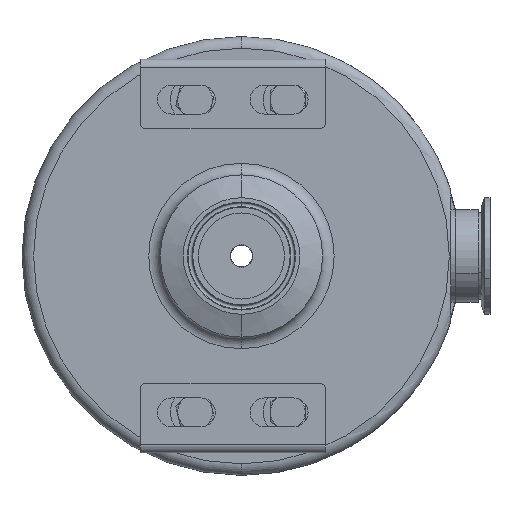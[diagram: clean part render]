
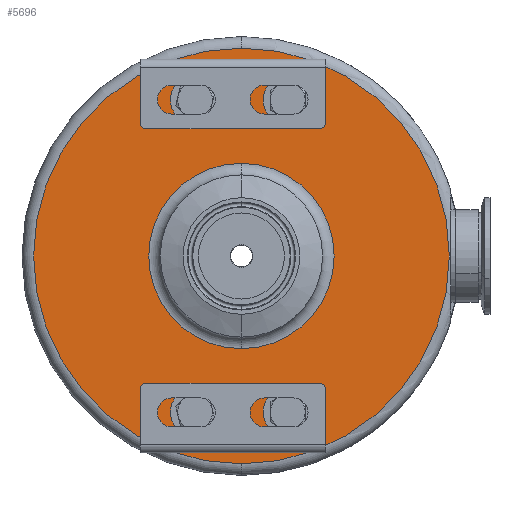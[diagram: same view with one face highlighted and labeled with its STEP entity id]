
A CAD part, front view. The second image highlights one B-rep face of the part: STEP entity #5696.
In plain terms, the highlighted planar face has unit normal (0, -1, 0).
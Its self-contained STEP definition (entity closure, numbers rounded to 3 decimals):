
#57 = CARTESIAN_POINT ( 'NONE',  ( -25.4, -39.878, -85.598 ) ) ;
#243 = CARTESIAN_POINT ( 'NONE',  ( 25.4, -39.878, 78.74 ) ) ;
#547 = CIRCLE ( 'NONE', #10236, 50.8 ) ;
#566 = VERTEX_POINT ( 'NONE', #5129 ) ;
#584 = CARTESIAN_POINT ( 'NONE',  ( 0., -39.878, 0. ) ) ;
#774 = DIRECTION ( 'NONE',  ( 0., -1., 0. ) ) ;
#1022 = VERTEX_POINT ( 'NONE', #243 ) ;
#1167 = CARTESIAN_POINT ( 'NONE',  ( 0., -39.878, 0. ) ) ;
#1206 = EDGE_CURVE ( 'NONE', #2824, #2699, #547, .T. ) ;
#1296 = DIRECTION ( 'NONE',  ( 0., 0., 1. ) ) ;
#1304 = FACE_BOUND ( 'NONE', #2333, .T. ) ;
#1508 = DIRECTION ( 'NONE',  ( 0., 0., -1. ) ) ;
#1549 = DIRECTION ( 'NONE',  ( 0., -1., 0. ) ) ;
#1986 = DIRECTION ( 'NONE',  ( 0., -1., 0. ) ) ;
#2008 = EDGE_LOOP ( 'NONE', ( #3966, #9952 ) ) ;
#2263 = FACE_OUTER_BOUND ( 'NONE', #4574, .T. ) ;
#2333 = EDGE_LOOP ( 'NONE', ( #6546, #4311 ) ) ;
#2418 = VERTEX_POINT ( 'NONE', #5170 ) ;
#2475 = EDGE_LOOP ( 'NONE', ( #10028, #12143 ) ) ;
#2520 = DIRECTION ( 'NONE',  ( 0., -1., 0. ) ) ;
#2553 = CARTESIAN_POINT ( 'NONE',  ( -25.4, -39.878, 85.598 ) ) ;
#2590 = EDGE_CURVE ( 'NONE', #3095, #2918, #7012, .T. ) ;
#2677 = DIRECTION ( 'NONE',  ( 0., 0., 1. ) ) ;
#2699 = VERTEX_POINT ( 'NONE', #12510 ) ;
#2705 = DIRECTION ( 'NONE',  ( 0., 0., -1. ) ) ;
#2824 = VERTEX_POINT ( 'NONE', #7102 ) ;
#2918 = VERTEX_POINT ( 'NONE', #3437 ) ;
#2988 = VERTEX_POINT ( 'NONE', #8550 ) ;
#3069 = DIRECTION ( 'NONE',  ( 0., 1., 0. ) ) ;
#3082 = DIRECTION ( 'NONE',  ( 0., 0., -1. ) ) ;
#3095 = VERTEX_POINT ( 'NONE', #8735 ) ;
#3324 = CIRCLE ( 'NONE', #8364, 6.858 ) ;
#3437 = CARTESIAN_POINT ( 'NONE',  ( -25.4, -39.878, -92.456 ) ) ;
#3503 = DIRECTION ( 'NONE',  ( 0., 0., -1. ) ) ;
#3594 = AXIS2_PLACEMENT_3D ( 'NONE', #57, #10693, #3933 ) ;
#3684 = ORIENTED_EDGE ( 'NONE', *, *, #9776, .F. ) ;
#3933 = DIRECTION ( 'NONE',  ( 0., 0., -1. ) ) ;
#3966 = ORIENTED_EDGE ( 'NONE', *, *, #7879, .F. ) ;
#4026 = DIRECTION ( 'NONE',  ( 0., 1., 0. ) ) ;
#4139 = EDGE_LOOP ( 'NONE', ( #7187, #7074 ) ) ;
#4161 = FACE_BOUND ( 'NONE', #2008, .T. ) ;
#4209 = CIRCLE ( 'NONE', #3594, 6.858 ) ;
#4291 = AXIS2_PLACEMENT_3D ( 'NONE', #10994, #8196, #12066 ) ;
#4311 = ORIENTED_EDGE ( 'NONE', *, *, #6525, .T. ) ;
#4574 = EDGE_LOOP ( 'NONE', ( #3684, #9213 ) ) ;
#4893 = EDGE_CURVE ( 'NONE', #12261, #11719, #8893, .T. ) ;
#5129 = CARTESIAN_POINT ( 'NONE',  ( 0., -39.878, 113.919 ) ) ;
#5170 = CARTESIAN_POINT ( 'NONE',  ( 0., -39.878, -113.919 ) ) ;
#5239 = AXIS2_PLACEMENT_3D ( 'NONE', #584, #8410, #7398 ) ;
#5462 = CARTESIAN_POINT ( 'NONE',  ( 25.4, -39.878, -78.74 ) ) ;
#5541 = VERTEX_POINT ( 'NONE', #6940 ) ;
#5580 = DIRECTION ( 'NONE',  ( 0., 0., -1. ) ) ;
#5696 = ADVANCED_FACE ( 'NONE', ( #6233, #10110, #4161, #8012, #2263, #1304 ), #7118, .F. ) ;
#5717 = AXIS2_PLACEMENT_3D ( 'NONE', #2553, #1549, #3503 ) ;
#5852 = DIRECTION ( 'NONE',  ( 0., 0., -1. ) ) ;
#5909 = EDGE_CURVE ( 'NONE', #2988, #1022, #7728, .T. ) ;
#6098 = EDGE_CURVE ( 'NONE', #11719, #12261, #11179, .T. ) ;
#6114 = AXIS2_PLACEMENT_3D ( 'NONE', #8787, #7837, #10757 ) ;
#6233 = FACE_BOUND ( 'NONE', #2475, .T. ) ;
#6260 = AXIS2_PLACEMENT_3D ( 'NONE', #11748, #6995, #3082 ) ;
#6525 = EDGE_CURVE ( 'NONE', #2699, #2824, #7447, .T. ) ;
#6526 = CARTESIAN_POINT ( 'NONE',  ( 25.4, -39.878, -85.598 ) ) ;
#6546 = ORIENTED_EDGE ( 'NONE', *, *, #1206, .T. ) ;
#6940 = CARTESIAN_POINT ( 'NONE',  ( 25.4, -39.878, -92.456 ) ) ;
#6995 = DIRECTION ( 'NONE',  ( 0., -1., 0. ) ) ;
#7012 = CIRCLE ( 'NONE', #11664, 6.858 ) ;
#7074 = ORIENTED_EDGE ( 'NONE', *, *, #4893, .F. ) ;
#7102 = CARTESIAN_POINT ( 'NONE',  ( 0., -39.878, 50.8 ) ) ;
#7118 = PLANE ( 'NONE',  #4291 ) ;
#7155 = CIRCLE ( 'NONE', #11601, 113.919 ) ;
#7187 = ORIENTED_EDGE ( 'NONE', *, *, #6098, .F. ) ;
#7398 = DIRECTION ( 'NONE',  ( 0., 0., 1. ) ) ;
#7447 = CIRCLE ( 'NONE', #5239, 50.8 ) ;
#7526 = AXIS2_PLACEMENT_3D ( 'NONE', #8886, #1986, #5852 ) ;
#7728 = CIRCLE ( 'NONE', #7526, 6.858 ) ;
#7837 = DIRECTION ( 'NONE',  ( 0., -1., 0. ) ) ;
#7879 = EDGE_CURVE ( 'NONE', #2918, #3095, #4209, .T. ) ;
#7967 = CARTESIAN_POINT ( 'NONE',  ( -25.4, -39.878, 78.74 ) ) ;
#8001 = CARTESIAN_POINT ( 'NONE',  ( 0., -39.878, 0. ) ) ;
#8012 = FACE_BOUND ( 'NONE', #4139, .T. ) ;
#8196 = DIRECTION ( 'NONE',  ( 0., 1., 0. ) ) ;
#8324 = CARTESIAN_POINT ( 'NONE',  ( -25.4, -39.878, 92.456 ) ) ;
#8364 = AXIS2_PLACEMENT_3D ( 'NONE', #6526, #774, #5580 ) ;
#8410 = DIRECTION ( 'NONE',  ( 0., 1., 0. ) ) ;
#8550 = CARTESIAN_POINT ( 'NONE',  ( 25.4, -39.878, 92.456 ) ) ;
#8735 = CARTESIAN_POINT ( 'NONE',  ( -25.4, -39.878, -78.74 ) ) ;
#8787 = CARTESIAN_POINT ( 'NONE',  ( 25.4, -39.878, 85.598 ) ) ;
#8886 = CARTESIAN_POINT ( 'NONE',  ( 25.4, -39.878, 85.598 ) ) ;
#8893 = CIRCLE ( 'NONE', #10317, 6.858 ) ;
#8901 = CIRCLE ( 'NONE', #11526, 113.919 ) ;
#8975 = EDGE_LOOP ( 'NONE', ( #12105, #11384 ) ) ;
#9213 = ORIENTED_EDGE ( 'NONE', *, *, #10004, .F. ) ;
#9384 = EDGE_CURVE ( 'NONE', #9982, #5541, #11116, .T. ) ;
#9776 = EDGE_CURVE ( 'NONE', #566, #2418, #8901, .T. ) ;
#9952 = ORIENTED_EDGE ( 'NONE', *, *, #2590, .F. ) ;
#9982 = VERTEX_POINT ( 'NONE', #5462 ) ;
#10004 = EDGE_CURVE ( 'NONE', #2418, #566, #7155, .T. ) ;
#10028 = ORIENTED_EDGE ( 'NONE', *, *, #10633, .F. ) ;
#10032 = EDGE_CURVE ( 'NONE', #5541, #9982, #3324, .T. ) ;
#10110 = FACE_BOUND ( 'NONE', #8975, .T. ) ;
#10176 = DIRECTION ( 'NONE',  ( 0., -1., 0. ) ) ;
#10236 = AXIS2_PLACEMENT_3D ( 'NONE', #8001, #4026, #1296 ) ;
#10317 = AXIS2_PLACEMENT_3D ( 'NONE', #10427, #2520, #2705 ) ;
#10427 = CARTESIAN_POINT ( 'NONE',  ( -25.4, -39.878, 85.598 ) ) ;
#10633 = EDGE_CURVE ( 'NONE', #1022, #2988, #11568, .T. ) ;
#10693 = DIRECTION ( 'NONE',  ( 0., -1., 0. ) ) ;
#10757 = DIRECTION ( 'NONE',  ( 0., 0., -1. ) ) ;
#10789 = DIRECTION ( 'NONE',  ( 0., 0., 1. ) ) ;
#10994 = CARTESIAN_POINT ( 'NONE',  ( 50.8, -39.878, 0. ) ) ;
#11116 = CIRCLE ( 'NONE', #6260, 6.858 ) ;
#11179 = CIRCLE ( 'NONE', #5717, 6.858 ) ;
#11384 = ORIENTED_EDGE ( 'NONE', *, *, #9384, .F. ) ;
#11405 = DIRECTION ( 'NONE',  ( 0., 1., 0. ) ) ;
#11526 = AXIS2_PLACEMENT_3D ( 'NONE', #1167, #3069, #10789 ) ;
#11568 = CIRCLE ( 'NONE', #6114, 6.858 ) ;
#11601 = AXIS2_PLACEMENT_3D ( 'NONE', #12364, #11405, #2677 ) ;
#11664 = AXIS2_PLACEMENT_3D ( 'NONE', #12073, #10176, #1508 ) ;
#11719 = VERTEX_POINT ( 'NONE', #7967 ) ;
#11748 = CARTESIAN_POINT ( 'NONE',  ( 25.4, -39.878, -85.598 ) ) ;
#12066 = DIRECTION ( 'NONE',  ( 0., 0., 1. ) ) ;
#12073 = CARTESIAN_POINT ( 'NONE',  ( -25.4, -39.878, -85.598 ) ) ;
#12105 = ORIENTED_EDGE ( 'NONE', *, *, #10032, .F. ) ;
#12143 = ORIENTED_EDGE ( 'NONE', *, *, #5909, .F. ) ;
#12261 = VERTEX_POINT ( 'NONE', #8324 ) ;
#12364 = CARTESIAN_POINT ( 'NONE',  ( 0., -39.878, 0. ) ) ;
#12510 = CARTESIAN_POINT ( 'NONE',  ( 0., -39.878, -50.8 ) ) ;
